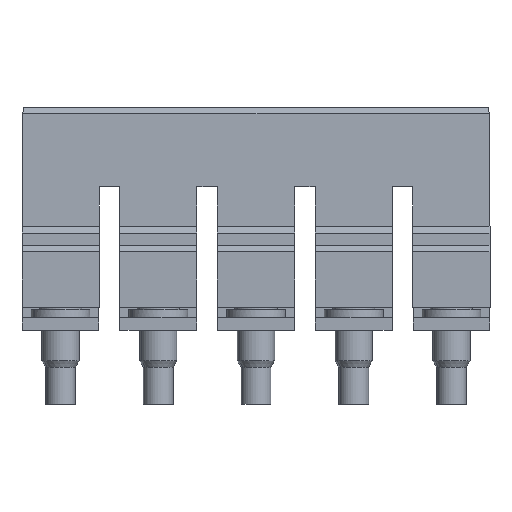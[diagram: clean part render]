
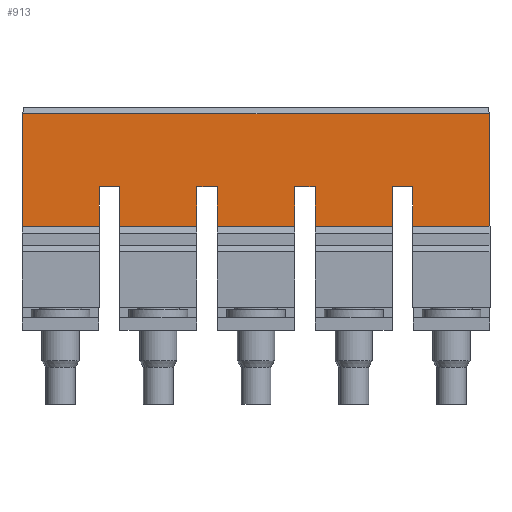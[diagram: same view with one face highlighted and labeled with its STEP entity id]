
A CAD part, front view. The second image highlights one B-rep face of the part: STEP entity #913.
In plain terms, the highlighted planar face has unit normal (0, -1, 0.009).
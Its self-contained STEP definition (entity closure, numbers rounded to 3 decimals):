
#754=AXIS2_PLACEMENT_3D('Plane Axis2P3D',#751,#752,#753) ;
#167=CARTESIAN_POINT('Vertex',(0.,5.445,14.4)) ;
#240=CARTESIAN_POINT('Vertex',(6.23,5.473,17.6)) ;
#243=CARTESIAN_POINT('Line Origine',(6.23,5.459,16.)) ;
#247=CARTESIAN_POINT('Vertex',(6.23,5.445,14.4)) ;
#414=CARTESIAN_POINT('Vertex',(0.079,5.524,23.5)) ;
#436=CARTESIAN_POINT('Line Origine',(0.04,5.485,18.95)) ;
#455=CARTESIAN_POINT('Line Origine',(3.115,5.445,14.4)) ;
#723=CARTESIAN_POINT('Line Origine',(6.648,5.473,17.6)) ;
#727=CARTESIAN_POINT('Vertex',(7.065,5.473,17.6)) ;
#734=CARTESIAN_POINT('Vertex',(7.9,5.473,17.6)) ;
#737=CARTESIAN_POINT('Line Origine',(7.483,5.473,17.6)) ;
#751=CARTESIAN_POINT('Axis2P3D Location',(22.03,5.524,23.5)) ;
#756=CARTESIAN_POINT('Line Origine',(7.9,5.459,16.)) ;
#760=CARTESIAN_POINT('Vertex',(7.9,5.445,14.4)) ;
#763=CARTESIAN_POINT('Line Origine',(11.015,5.445,14.4)) ;
#767=CARTESIAN_POINT('Vertex',(14.13,5.445,14.4)) ;
#770=CARTESIAN_POINT('Line Origine',(14.13,5.459,16.)) ;
#774=CARTESIAN_POINT('Vertex',(14.13,5.473,17.6)) ;
#777=CARTESIAN_POINT('Line Origine',(14.548,5.473,17.6)) ;
#781=CARTESIAN_POINT('Vertex',(14.965,5.473,17.6)) ;
#784=CARTESIAN_POINT('Line Origine',(15.383,5.473,17.6)) ;
#788=CARTESIAN_POINT('Vertex',(15.8,5.473,17.6)) ;
#791=CARTESIAN_POINT('Line Origine',(15.8,5.459,16.)) ;
#795=CARTESIAN_POINT('Vertex',(15.8,5.445,14.4)) ;
#798=CARTESIAN_POINT('Line Origine',(18.915,5.445,14.4)) ;
#802=CARTESIAN_POINT('Vertex',(22.03,5.445,14.4)) ;
#805=CARTESIAN_POINT('Line Origine',(22.03,5.459,16.)) ;
#809=CARTESIAN_POINT('Vertex',(22.03,5.473,17.6)) ;
#812=CARTESIAN_POINT('Line Origine',(22.448,5.473,17.6)) ;
#816=CARTESIAN_POINT('Vertex',(22.865,5.473,17.6)) ;
#819=CARTESIAN_POINT('Line Origine',(23.283,5.473,17.6)) ;
#823=CARTESIAN_POINT('Vertex',(23.7,5.473,17.6)) ;
#826=CARTESIAN_POINT('Line Origine',(23.7,5.459,16.)) ;
#830=CARTESIAN_POINT('Vertex',(23.7,5.445,14.4)) ;
#833=CARTESIAN_POINT('Line Origine',(26.815,5.445,14.4)) ;
#837=CARTESIAN_POINT('Vertex',(29.93,5.445,14.4)) ;
#840=CARTESIAN_POINT('Line Origine',(29.93,5.459,16.)) ;
#844=CARTESIAN_POINT('Vertex',(29.93,5.473,17.6)) ;
#847=CARTESIAN_POINT('Line Origine',(30.348,5.473,17.6)) ;
#851=CARTESIAN_POINT('Vertex',(30.765,5.473,17.6)) ;
#854=CARTESIAN_POINT('Line Origine',(31.183,5.473,17.6)) ;
#858=CARTESIAN_POINT('Vertex',(31.6,5.473,17.6)) ;
#861=CARTESIAN_POINT('Line Origine',(31.6,5.459,16.)) ;
#865=CARTESIAN_POINT('Vertex',(31.6,5.445,14.4)) ;
#868=CARTESIAN_POINT('Line Origine',(34.715,5.445,14.4)) ;
#872=CARTESIAN_POINT('Vertex',(37.83,5.445,14.4)) ;
#875=CARTESIAN_POINT('Line Origine',(37.79,5.485,18.95)) ;
#879=CARTESIAN_POINT('Vertex',(37.751,5.524,23.5)) ;
#882=CARTESIAN_POINT('Line Origine',(18.915,5.524,23.5)) ;
#244=DIRECTION('Vector Direction',(0.,-0.009,-1.)) ;
#437=DIRECTION('Vector Direction',(0.009,0.009,1.)) ;
#456=DIRECTION('Vector Direction',(-1.,0.,0.)) ;
#724=DIRECTION('Vector Direction',(-1.,0.,0.)) ;
#738=DIRECTION('Vector Direction',(-1.,0.,0.)) ;
#752=DIRECTION('Axis2P3D Direction',(0.,-1.,0.009)) ;
#753=DIRECTION('Axis2P3D XDirection',(0.,-0.009,-1.)) ;
#757=DIRECTION('Vector Direction',(0.,0.009,1.)) ;
#764=DIRECTION('Vector Direction',(1.,0.,0.)) ;
#771=DIRECTION('Vector Direction',(0.,-0.009,-1.)) ;
#778=DIRECTION('Vector Direction',(-1.,0.,0.)) ;
#785=DIRECTION('Vector Direction',(-1.,0.,0.)) ;
#792=DIRECTION('Vector Direction',(0.,0.009,1.)) ;
#799=DIRECTION('Vector Direction',(1.,0.,0.)) ;
#806=DIRECTION('Vector Direction',(0.,-0.009,-1.)) ;
#813=DIRECTION('Vector Direction',(-1.,0.,0.)) ;
#820=DIRECTION('Vector Direction',(-1.,0.,0.)) ;
#827=DIRECTION('Vector Direction',(0.,0.009,1.)) ;
#834=DIRECTION('Vector Direction',(1.,0.,0.)) ;
#841=DIRECTION('Vector Direction',(0.,-0.009,-1.)) ;
#848=DIRECTION('Vector Direction',(-1.,0.,0.)) ;
#855=DIRECTION('Vector Direction',(-1.,0.,0.)) ;
#862=DIRECTION('Vector Direction',(0.,0.009,1.)) ;
#869=DIRECTION('Vector Direction',(1.,0.,0.)) ;
#876=DIRECTION('Vector Direction',(-0.009,0.009,1.)) ;
#883=DIRECTION('Vector Direction',(1.,0.,0.)) ;
#245=VECTOR('Line Direction',#244,1.) ;
#438=VECTOR('Line Direction',#437,1.) ;
#457=VECTOR('Line Direction',#456,1.) ;
#725=VECTOR('Line Direction',#724,1.) ;
#739=VECTOR('Line Direction',#738,1.) ;
#758=VECTOR('Line Direction',#757,1.) ;
#765=VECTOR('Line Direction',#764,1.) ;
#772=VECTOR('Line Direction',#771,1.) ;
#779=VECTOR('Line Direction',#778,1.) ;
#786=VECTOR('Line Direction',#785,1.) ;
#793=VECTOR('Line Direction',#792,1.) ;
#800=VECTOR('Line Direction',#799,1.) ;
#807=VECTOR('Line Direction',#806,1.) ;
#814=VECTOR('Line Direction',#813,1.) ;
#821=VECTOR('Line Direction',#820,1.) ;
#828=VECTOR('Line Direction',#827,1.) ;
#835=VECTOR('Line Direction',#834,1.) ;
#842=VECTOR('Line Direction',#841,1.) ;
#849=VECTOR('Line Direction',#848,1.) ;
#856=VECTOR('Line Direction',#855,1.) ;
#863=VECTOR('Line Direction',#862,1.) ;
#870=VECTOR('Line Direction',#869,1.) ;
#877=VECTOR('Line Direction',#876,1.) ;
#884=VECTOR('Line Direction',#883,1.) ;
#888=ORIENTED_EDGE('',*,*,#741,.F.) ;
#889=ORIENTED_EDGE('',*,*,#762,.F.) ;
#890=ORIENTED_EDGE('',*,*,#769,.T.) ;
#891=ORIENTED_EDGE('',*,*,#776,.F.) ;
#892=ORIENTED_EDGE('',*,*,#783,.F.) ;
#893=ORIENTED_EDGE('',*,*,#790,.F.) ;
#894=ORIENTED_EDGE('',*,*,#797,.F.) ;
#895=ORIENTED_EDGE('',*,*,#804,.T.) ;
#896=ORIENTED_EDGE('',*,*,#811,.F.) ;
#897=ORIENTED_EDGE('',*,*,#818,.F.) ;
#898=ORIENTED_EDGE('',*,*,#825,.F.) ;
#899=ORIENTED_EDGE('',*,*,#832,.F.) ;
#900=ORIENTED_EDGE('',*,*,#839,.T.) ;
#901=ORIENTED_EDGE('',*,*,#846,.F.) ;
#902=ORIENTED_EDGE('',*,*,#853,.F.) ;
#903=ORIENTED_EDGE('',*,*,#860,.F.) ;
#904=ORIENTED_EDGE('',*,*,#867,.F.) ;
#905=ORIENTED_EDGE('',*,*,#874,.T.) ;
#906=ORIENTED_EDGE('',*,*,#881,.T.) ;
#907=ORIENTED_EDGE('',*,*,#886,.F.) ;
#908=ORIENTED_EDGE('',*,*,#440,.F.) ;
#909=ORIENTED_EDGE('',*,*,#459,.T.) ;
#910=ORIENTED_EDGE('',*,*,#249,.F.) ;
#911=ORIENTED_EDGE('',*,*,#729,.F.) ;
#913=ADVANCED_FACE('KU_WQV6/5',(#912),#755,.T.) ;
#249=EDGE_CURVE('',#241,#248,#246,.T.) ;
#440=EDGE_CURVE('',#168,#415,#439,.T.) ;
#459=EDGE_CURVE('',#168,#248,#458,.F.) ;
#729=EDGE_CURVE('',#728,#241,#726,.T.) ;
#741=EDGE_CURVE('',#735,#728,#740,.T.) ;
#762=EDGE_CURVE('',#761,#735,#759,.T.) ;
#769=EDGE_CURVE('',#761,#768,#766,.T.) ;
#776=EDGE_CURVE('',#775,#768,#773,.T.) ;
#783=EDGE_CURVE('',#782,#775,#780,.T.) ;
#790=EDGE_CURVE('',#789,#782,#787,.T.) ;
#797=EDGE_CURVE('',#796,#789,#794,.T.) ;
#804=EDGE_CURVE('',#796,#803,#801,.T.) ;
#811=EDGE_CURVE('',#810,#803,#808,.T.) ;
#818=EDGE_CURVE('',#817,#810,#815,.T.) ;
#825=EDGE_CURVE('',#824,#817,#822,.T.) ;
#832=EDGE_CURVE('',#831,#824,#829,.T.) ;
#839=EDGE_CURVE('',#831,#838,#836,.T.) ;
#846=EDGE_CURVE('',#845,#838,#843,.T.) ;
#853=EDGE_CURVE('',#852,#845,#850,.T.) ;
#860=EDGE_CURVE('',#859,#852,#857,.T.) ;
#867=EDGE_CURVE('',#866,#859,#864,.T.) ;
#874=EDGE_CURVE('',#866,#873,#871,.T.) ;
#881=EDGE_CURVE('',#873,#880,#878,.T.) ;
#886=EDGE_CURVE('',#415,#880,#885,.T.) ;
#887=EDGE_LOOP('',(#888,#889,#890,#891,#892,#893,#894,#895,#896,#897,#898,#899,#900,#901,#902,#903,#904,#905,#906,#907,#908,#909,#910,#911)) ;
#912=FACE_OUTER_BOUND('',#887,.T.) ;
#246=LINE('Line',#243,#245) ;
#439=LINE('Line',#436,#438) ;
#458=LINE('Line',#455,#457) ;
#726=LINE('Line',#723,#725) ;
#740=LINE('Line',#737,#739) ;
#759=LINE('Line',#756,#758) ;
#766=LINE('Line',#763,#765) ;
#773=LINE('Line',#770,#772) ;
#780=LINE('Line',#777,#779) ;
#787=LINE('Line',#784,#786) ;
#794=LINE('Line',#791,#793) ;
#801=LINE('Line',#798,#800) ;
#808=LINE('Line',#805,#807) ;
#815=LINE('Line',#812,#814) ;
#822=LINE('Line',#819,#821) ;
#829=LINE('Line',#826,#828) ;
#836=LINE('Line',#833,#835) ;
#843=LINE('Line',#840,#842) ;
#850=LINE('Line',#847,#849) ;
#857=LINE('Line',#854,#856) ;
#864=LINE('Line',#861,#863) ;
#871=LINE('Line',#868,#870) ;
#878=LINE('Line',#875,#877) ;
#885=LINE('Line',#882,#884) ;
#755=PLANE('',#754) ;
#168=VERTEX_POINT('',#167) ;
#241=VERTEX_POINT('',#240) ;
#248=VERTEX_POINT('',#247) ;
#415=VERTEX_POINT('',#414) ;
#728=VERTEX_POINT('',#727) ;
#735=VERTEX_POINT('',#734) ;
#761=VERTEX_POINT('',#760) ;
#768=VERTEX_POINT('',#767) ;
#775=VERTEX_POINT('',#774) ;
#782=VERTEX_POINT('',#781) ;
#789=VERTEX_POINT('',#788) ;
#796=VERTEX_POINT('',#795) ;
#803=VERTEX_POINT('',#802) ;
#810=VERTEX_POINT('',#809) ;
#817=VERTEX_POINT('',#816) ;
#824=VERTEX_POINT('',#823) ;
#831=VERTEX_POINT('',#830) ;
#838=VERTEX_POINT('',#837) ;
#845=VERTEX_POINT('',#844) ;
#852=VERTEX_POINT('',#851) ;
#859=VERTEX_POINT('',#858) ;
#866=VERTEX_POINT('',#865) ;
#873=VERTEX_POINT('',#872) ;
#880=VERTEX_POINT('',#879) ;
